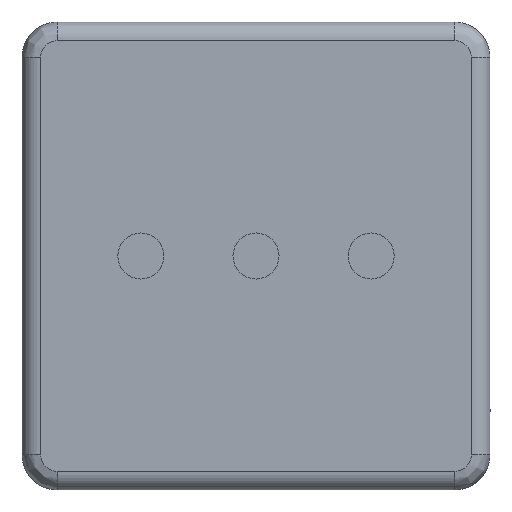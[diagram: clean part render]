
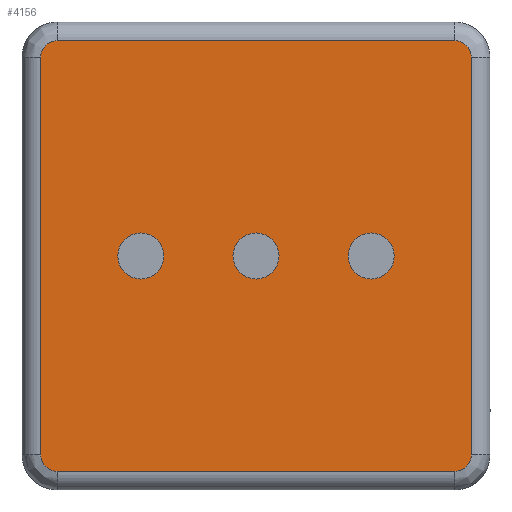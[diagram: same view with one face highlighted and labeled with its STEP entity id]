
A CAD part, front view. The second image highlights one B-rep face of the part: STEP entity #4156.
In plain terms, the highlighted planar face has unit normal (0, -1, 0).
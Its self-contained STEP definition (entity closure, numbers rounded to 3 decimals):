
#9 = EDGE_CURVE ( 'NONE', #24714, #3420, #28146, .T. ) ;
#183 = LINE ( 'NONE', #14135, #28548 ) ;
#285 = CARTESIAN_POINT ( 'NONE',  ( -5.309, 219.442, 42.417 ) ) ;
#921 = CARTESIAN_POINT ( 'NONE',  ( 29.822, 219.442, 65.785 ) ) ;
#1305 =( BOUNDED_CURVE ( )  B_SPLINE_CURVE ( 3, ( #26202, #921, #7382, #19099 ),
 .UNSPECIFIED., .F., .T. ) 
 B_SPLINE_CURVE_WITH_KNOTS ( ( 4, 4 ),
 ( 0., 1. ),
 .UNSPECIFIED. ) 
 CURVE ( )  GEOMETRIC_REPRESENTATION_ITEM ( )  RATIONAL_B_SPLINE_CURVE ( ( 1., 0.805, 0.805, 1. ) ) 
 REPRESENTATION_ITEM ( '' )  );
#1548 = ORIENTED_EDGE ( 'NONE', *, *, #23386, .F. ) ;
#1890 = EDGE_CURVE ( 'NONE', #23836, #13300, #18298, .T. ) ;
#2431 = VERTEX_POINT ( 'NONE', #23118 ) ;
#2515 = VERTEX_POINT ( 'NONE', #18563 ) ;
#2662 = PLANE ( 'NONE',  #14782 ) ;
#2711 = CARTESIAN_POINT ( 'NONE',  ( -16.177, 219.442, 67.817 ) ) ;
#2753 = DIRECTION ( 'NONE',  ( -1., 0., 0. ) ) ;
#2801 = EDGE_CURVE ( 'NONE', #6675, #24714, #11986, .T. ) ;
#2919 = ORIENTED_EDGE ( 'NONE', *, *, #27097, .F. ) ;
#3022 = AXIS2_PLACEMENT_3D ( 'NONE', #20395, #6568, #4640 ) ;
#3420 = VERTEX_POINT ( 'NONE', #14206 ) ;
#3458 = CIRCLE ( 'NONE', #16396, 2.5 ) ;
#3785 = CARTESIAN_POINT ( 'NONE',  ( -16.177, 219.442, 20.827 ) ) ;
#4156 = ADVANCED_FACE ( 'NONE', ( #9249, #14034, #27644, #18410 ), #2662, .F. ) ;
#4295 = AXIS2_PLACEMENT_3D ( 'NONE', #7437, #11775, #21128 ) ;
#4469 = DIRECTION ( 'NONE',  ( 0., 0., 1. ) ) ;
#4640 = DIRECTION ( 'NONE',  ( 0., 0., -1. ) ) ;
#5233 = VERTEX_POINT ( 'NONE', #7452 ) ;
#5632 = ORIENTED_EDGE ( 'NONE', *, *, #20593, .F. ) ;
#6026 = VECTOR ( 'NONE', #26023, 1000. ) ;
#6176 = EDGE_LOOP ( 'NONE', ( #14068 ) ) ;
#6261 = CARTESIAN_POINT ( 'NONE',  ( -15.441, 219.442, 65.785 ) ) ;
#6394 = CARTESIAN_POINT ( 'NONE',  ( -14.399, 219.442, 65.785 ) ) ;
#6568 = DIRECTION ( 'NONE',  ( 0., -1., 0. ) ) ;
#6675 = VERTEX_POINT ( 'NONE', #20439 ) ;
#7004 = DIRECTION ( 'NONE',  ( 0., 1., 0. ) ) ;
#7259 = VECTOR ( 'NONE', #21287, 1000. ) ;
#7382 = CARTESIAN_POINT ( 'NONE',  ( 30.559, 219.442, 65.049 ) ) ;
#7437 = CARTESIAN_POINT ( 'NONE',  ( 19.691, 219.442, 42.417 ) ) ;
#7452 = CARTESIAN_POINT ( 'NONE',  ( 7.191, 219.442, 39.917 ) ) ;
#8004 = LINE ( 'NONE', #26387, #11938 ) ;
#8184 = VERTEX_POINT ( 'NONE', #16909 ) ;
#8908 = CARTESIAN_POINT ( 'NONE',  ( 30.559, 219.442, 20.827 ) ) ;
#9249 = FACE_OUTER_BOUND ( 'NONE', #22282, .T. ) ;
#10893 = ORIENTED_EDGE ( 'NONE', *, *, #23902, .F. ) ;
#11161 = CARTESIAN_POINT ( 'NONE',  ( -16.177, 219.442, 64.007 ) ) ;
#11654 = VERTEX_POINT ( 'NONE', #15863 ) ;
#11775 = DIRECTION ( 'NONE',  ( 0., -1., 0. ) ) ;
#11938 = VECTOR ( 'NONE', #14908, 1000. ) ;
#11986 =( BOUNDED_CURVE ( )  B_SPLINE_CURVE ( 3, ( #19547, #12767, #26358, #3785 ),
 .UNSPECIFIED., .F., .T. ) 
 B_SPLINE_CURVE_WITH_KNOTS ( ( 4, 4 ),
 ( 0., 1. ),
 .UNSPECIFIED. ) 
 CURVE ( )  GEOMETRIC_REPRESENTATION_ITEM ( )  RATIONAL_B_SPLINE_CURVE ( ( 1., 0.805, 0.805, 1. ) ) 
 REPRESENTATION_ITEM ( '' )  );
#12639 = ORIENTED_EDGE ( 'NONE', *, *, #1890, .F. ) ;
#12767 = CARTESIAN_POINT ( 'NONE',  ( -15.441, 219.442, 19.049 ) ) ;
#12848 = CARTESIAN_POINT ( 'NONE',  ( 30.559, 219.442, 20.827 ) ) ;
#13300 = VERTEX_POINT ( 'NONE', #14606 ) ;
#13417 = EDGE_CURVE ( 'NONE', #19417, #11654, #1305, .T. ) ;
#13566 = CARTESIAN_POINT ( 'NONE',  ( -16.177, 219.442, 65.049 ) ) ;
#13828 = CARTESIAN_POINT ( 'NONE',  ( 28.781, 219.442, 65.785 ) ) ;
#14034 = FACE_BOUND ( 'NONE', #24295, .T. ) ;
#14068 = ORIENTED_EDGE ( 'NONE', *, *, #16673, .F. ) ;
#14135 = CARTESIAN_POINT ( 'NONE',  ( -18.209, 219.442, 19.049 ) ) ;
#14206 = CARTESIAN_POINT ( 'NONE',  ( -16.177, 219.442, 64.007 ) ) ;
#14606 = CARTESIAN_POINT ( 'NONE',  ( 28.781, 219.442, 19.049 ) ) ;
#14782 = AXIS2_PLACEMENT_3D ( 'NONE', #25055, #7004, #4469 ) ;
#14908 = DIRECTION ( 'NONE',  ( 0., 0., -1. ) ) ;
#15582 = EDGE_CURVE ( 'NONE', #2431, #19417, #28093, .T. ) ;
#15863 = CARTESIAN_POINT ( 'NONE',  ( 30.559, 219.442, 64.007 ) ) ;
#16185 = EDGE_CURVE ( 'NONE', #2515, #2515, #3458, .T. ) ;
#16309 = CARTESIAN_POINT ( 'NONE',  ( -18.209, 219.442, 65.785 ) ) ;
#16396 = AXIS2_PLACEMENT_3D ( 'NONE', #285, #25102, #25411 ) ;
#16673 = EDGE_CURVE ( 'NONE', #5233, #5233, #28482, .T. ) ;
#16909 = CARTESIAN_POINT ( 'NONE',  ( 19.691, 219.442, 39.917 ) ) ;
#17863 = ORIENTED_EDGE ( 'NONE', *, *, #13417, .F. ) ;
#17916 = ORIENTED_EDGE ( 'NONE', *, *, #15582, .F. ) ;
#18180 = CIRCLE ( 'NONE', #4295, 2.5 ) ;
#18298 =( BOUNDED_CURVE ( )  B_SPLINE_CURVE ( 3, ( #8908, #27298, #24434, #19887 ),
 .UNSPECIFIED., .F., .T. ) 
 B_SPLINE_CURVE_WITH_KNOTS ( ( 4, 4 ),
 ( 0., 1. ),
 .UNSPECIFIED. ) 
 CURVE ( )  GEOMETRIC_REPRESENTATION_ITEM ( )  RATIONAL_B_SPLINE_CURVE ( ( 1., 0.805, 0.805, 1. ) ) 
 REPRESENTATION_ITEM ( '' )  );
#18410 = FACE_BOUND ( 'NONE', #6176, .T. ) ;
#18563 = CARTESIAN_POINT ( 'NONE',  ( -5.309, 219.442, 39.917 ) ) ;
#18564 =( BOUNDED_CURVE ( )  B_SPLINE_CURVE ( 3, ( #11161, #13566, #6261, #6394 ),
 .UNSPECIFIED., .F., .T. ) 
 B_SPLINE_CURVE_WITH_KNOTS ( ( 4, 4 ),
 ( 0., 1. ),
 .UNSPECIFIED. ) 
 CURVE ( )  GEOMETRIC_REPRESENTATION_ITEM ( )  RATIONAL_B_SPLINE_CURVE ( ( 1., 0.805, 0.805, 1. ) ) 
 REPRESENTATION_ITEM ( '' )  );
#19099 = CARTESIAN_POINT ( 'NONE',  ( 30.559, 219.442, 64.007 ) ) ;
#19417 = VERTEX_POINT ( 'NONE', #13828 ) ;
#19547 = CARTESIAN_POINT ( 'NONE',  ( -14.399, 219.442, 19.049 ) ) ;
#19887 = CARTESIAN_POINT ( 'NONE',  ( 28.781, 219.442, 19.049 ) ) ;
#20395 = CARTESIAN_POINT ( 'NONE',  ( 7.191, 219.442, 42.417 ) ) ;
#20439 = CARTESIAN_POINT ( 'NONE',  ( -14.399, 219.442, 19.049 ) ) ;
#20593 = EDGE_CURVE ( 'NONE', #8184, #8184, #18180, .T. ) ;
#21128 = DIRECTION ( 'NONE',  ( 0., 0., -1. ) ) ;
#21272 = ORIENTED_EDGE ( 'NONE', *, *, #2801, .F. ) ;
#21287 = DIRECTION ( 'NONE',  ( 1., 0., 0. ) ) ;
#22072 = EDGE_LOOP ( 'NONE', ( #29791 ) ) ;
#22282 = EDGE_LOOP ( 'NONE', ( #10893, #25202, #21272, #1548, #12639, #2919, #17863, #17916 ) ) ;
#23030 = CARTESIAN_POINT ( 'NONE',  ( -16.177, 219.442, 20.827 ) ) ;
#23118 = CARTESIAN_POINT ( 'NONE',  ( -14.399, 219.442, 65.785 ) ) ;
#23386 = EDGE_CURVE ( 'NONE', #13300, #6675, #183, .T. ) ;
#23836 = VERTEX_POINT ( 'NONE', #12848 ) ;
#23902 = EDGE_CURVE ( 'NONE', #3420, #2431, #18564, .T. ) ;
#24295 = EDGE_LOOP ( 'NONE', ( #5632 ) ) ;
#24434 = CARTESIAN_POINT ( 'NONE',  ( 29.822, 219.442, 19.049 ) ) ;
#24714 = VERTEX_POINT ( 'NONE', #23030 ) ;
#25055 = CARTESIAN_POINT ( 'NONE',  ( -18.209, 219.442, 67.817 ) ) ;
#25102 = DIRECTION ( 'NONE',  ( 0., -1., 0. ) ) ;
#25202 = ORIENTED_EDGE ( 'NONE', *, *, #9, .F. ) ;
#25411 = DIRECTION ( 'NONE',  ( 0., 0., -1. ) ) ;
#26023 = DIRECTION ( 'NONE',  ( 0., 0., 1. ) ) ;
#26202 = CARTESIAN_POINT ( 'NONE',  ( 28.781, 219.442, 65.785 ) ) ;
#26358 = CARTESIAN_POINT ( 'NONE',  ( -16.177, 219.442, 19.786 ) ) ;
#26387 = CARTESIAN_POINT ( 'NONE',  ( 30.559, 219.442, 67.817 ) ) ;
#27097 = EDGE_CURVE ( 'NONE', #11654, #23836, #8004, .T. ) ;
#27298 = CARTESIAN_POINT ( 'NONE',  ( 30.559, 219.442, 19.786 ) ) ;
#27644 = FACE_BOUND ( 'NONE', #22072, .T. ) ;
#28093 = LINE ( 'NONE', #16309, #7259 ) ;
#28146 = LINE ( 'NONE', #2711, #6026 ) ;
#28482 = CIRCLE ( 'NONE', #3022, 2.5 ) ;
#28548 = VECTOR ( 'NONE', #2753, 1000. ) ;
#29791 = ORIENTED_EDGE ( 'NONE', *, *, #16185, .F. ) ;
